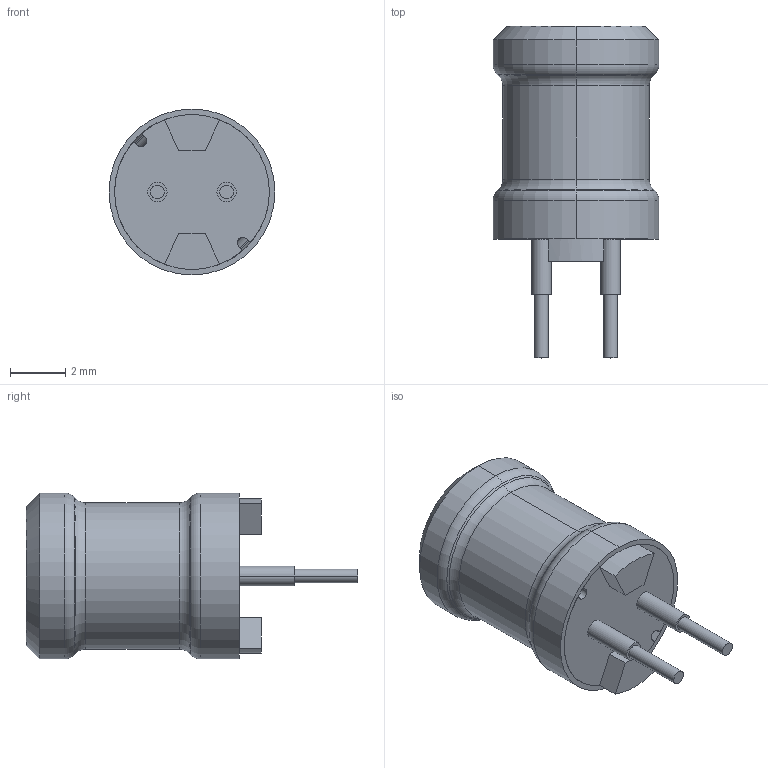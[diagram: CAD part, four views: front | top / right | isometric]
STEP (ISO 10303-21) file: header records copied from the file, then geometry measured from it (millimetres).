
FILE_DESCRIPTION (( 'STEP AP214' ), '1' );
FILE_NAME ('7447462010.STEP', '2022-08-06T05:37:29', ( '' ), ( '' ), 'SwSTEP 2.0', 'SolidWorks 2018', '' );
FILE_SCHEMA (( 'AUTOMOTIVE_DESIGN' ));
Length unit declared in the file: millimetre
Products named in the file (1): 7447462010
Bounding box: 6 x 12 x 6 mm (x, y, z)
Volume: 131.2 mm3; surface area: 588.3 mm2
Topology: 7 solids, 7 shells, 109 faces, 295 edges, 214 vertices
Faces by surface type: cylinder 41, plane 36, torus 16, cone 14, bspline 2
Entity records: 8237 total; most frequent: CARTESIAN_POINT 4187, DIRECTION 603, ORIENTED_EDGE 590, EDGE_CURVE 295, AXIS2_PLACEMENT_3D 238, VERTEX_POINT 214, CIRCLE 130, EDGE_LOOP 129
